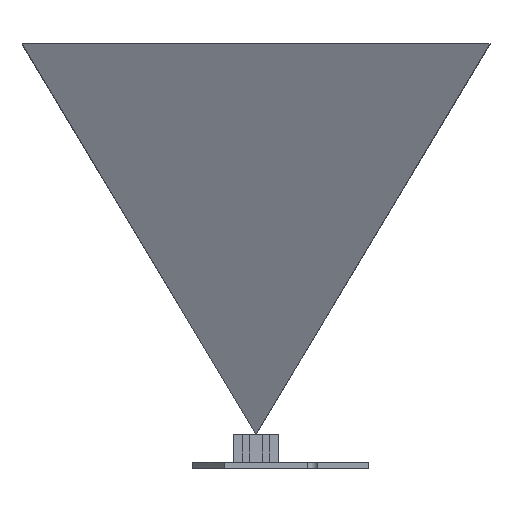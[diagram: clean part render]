
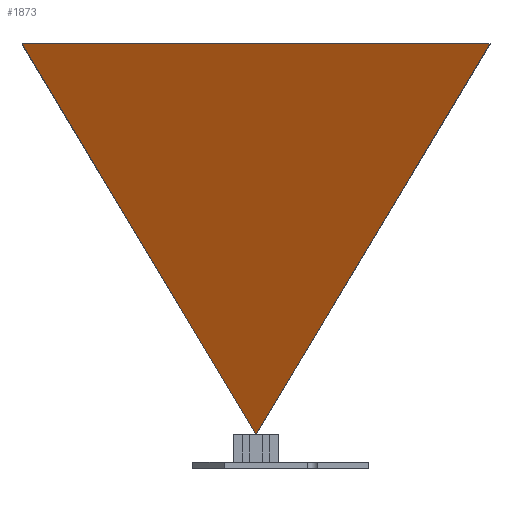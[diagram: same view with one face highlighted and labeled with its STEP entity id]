
A CAD part, top view. The second image highlights one B-rep face of the part: STEP entity #1873.
In plain terms, the highlighted planar face has unit normal (0, -0.419, 0.908).
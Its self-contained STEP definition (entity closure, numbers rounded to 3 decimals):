
#81 = CARTESIAN_POINT ( 'NONE',  ( 23.397, 46.093, 18.022 ) ) ;
#89 = ORIENTED_EDGE ( 'NONE', *, *, #346, .F. ) ;
#143 = DIRECTION ( 'NONE',  ( 0., -0.908, -0.419 ) ) ;
#295 = LINE ( 'NONE', #409, #2313 ) ;
#346 = EDGE_CURVE ( 'NONE', #1554, #2137, #295, .T. ) ;
#409 = CARTESIAN_POINT ( 'NONE',  ( -69.005, 122.299, 53.153 ) ) ;
#431 = DIRECTION ( 'NONE',  ( 1., 0., 0. ) ) ;
#454 = EDGE_LOOP ( 'NONE', ( #558, #807, #89 ) ) ;
#558 = ORIENTED_EDGE ( 'NONE', *, *, #2291, .F. ) ;
#573 = CARTESIAN_POINT ( 'NONE',  ( 59.849, 107., 46.101 ) ) ;
#689 = CARTESIAN_POINT ( 'NONE',  ( 0., 7., 0. ) ) ;
#807 = ORIENTED_EDGE ( 'NONE', *, *, #1431, .F. ) ;
#1028 = PLANE ( 'NONE',  #2135 ) ;
#1214 = DIRECTION ( 'NONE',  ( -0.478, -0.798, -0.368 ) ) ;
#1422 = CARTESIAN_POINT ( 'NONE',  ( -59.849, 107., 46.101 ) ) ;
#1431 = EDGE_CURVE ( 'NONE', #2137, #1843, #2850, .T. ) ;
#1507 = DIRECTION ( 'NONE',  ( 0., -0.419, 0.908 ) ) ;
#1554 = VERTEX_POINT ( 'NONE', #689 ) ;
#1584 = VECTOR ( 'NONE', #1214, 1000. ) ;
#1821 = CARTESIAN_POINT ( 'NONE',  ( -100., 107., 46.101 ) ) ;
#1843 = VERTEX_POINT ( 'NONE', #573 ) ;
#1873 = ADVANCED_FACE ( 'NONE', ( #1930 ), #1028, .T. ) ;
#1930 = FACE_OUTER_BOUND ( 'NONE', #454, .T. ) ;
#2135 = AXIS2_PLACEMENT_3D ( 'NONE', #2918, #1507, #143 ) ;
#2137 = VERTEX_POINT ( 'NONE', #1422 ) ;
#2225 = LINE ( 'NONE', #81, #1584 ) ;
#2291 = EDGE_CURVE ( 'NONE', #1843, #1554, #2225, .T. ) ;
#2313 = VECTOR ( 'NONE', #2320, 1000. ) ;
#2320 = DIRECTION ( 'NONE',  ( -0.478, 0.798, 0.368 ) ) ;
#2785 = VECTOR ( 'NONE', #431, 1000. ) ;
#2850 = LINE ( 'NONE', #1821, #2785 ) ;
#2918 = CARTESIAN_POINT ( 'NONE',  ( -100., 107., 46.101 ) ) ;
